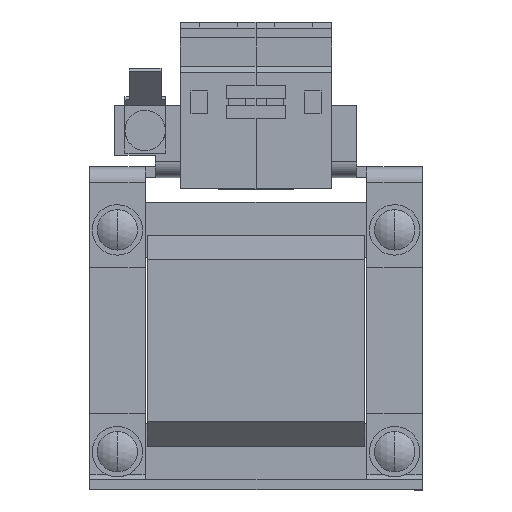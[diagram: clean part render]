
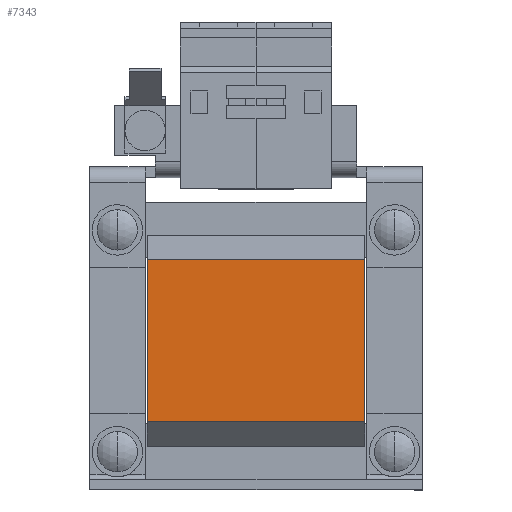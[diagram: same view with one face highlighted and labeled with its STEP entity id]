
A CAD part, top view. The second image highlights one B-rep face of the part: STEP entity #7343.
In plain terms, the highlighted planar face has unit normal (0, 0, 1).
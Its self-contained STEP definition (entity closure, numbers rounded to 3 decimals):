
#266 = LINE ( 'NONE', #3395, #9077 ) ;
#532 = LINE ( 'NONE', #1751, #7111 ) ;
#778 = ORIENTED_EDGE ( 'NONE', *, *, #1233, .T. ) ;
#1233 = EDGE_CURVE ( 'NONE', #8792, #7885, #5496, .T. ) ;
#1694 = VERTEX_POINT ( 'NONE', #5778 ) ;
#1751 = CARTESIAN_POINT ( 'NONE',  ( 21.625, 16.1, 30.2 ) ) ;
#2140 = DIRECTION ( 'NONE',  ( 0., -1., 0. ) ) ;
#2653 = FACE_OUTER_BOUND ( 'NONE', #7083, .T. ) ;
#3321 = PLANE ( 'NONE',  #9421 ) ;
#3395 = CARTESIAN_POINT ( 'NONE',  ( 21.625, -16.1, 30.2 ) ) ;
#3445 = CARTESIAN_POINT ( 'NONE',  ( -21.625, -16.1, 30.2 ) ) ;
#3622 = EDGE_CURVE ( 'NONE', #6974, #8792, #532, .T. ) ;
#4190 = CARTESIAN_POINT ( 'NONE',  ( 21.625, 16.1, 30.2 ) ) ;
#5081 = VECTOR ( 'NONE', #9526, 1000. ) ;
#5131 = CARTESIAN_POINT ( 'NONE',  ( -21.625, 16.1, 30.2 ) ) ;
#5496 = LINE ( 'NONE', #5131, #5081 ) ;
#5778 = CARTESIAN_POINT ( 'NONE',  ( 21.625, -16.1, 30.2 ) ) ;
#5832 = CARTESIAN_POINT ( 'NONE',  ( -21.625, 16.1, 30.2 ) ) ;
#5948 = VECTOR ( 'NONE', #2140, 1000. ) ;
#5952 = DIRECTION ( 'NONE',  ( -1., 0., 0. ) ) ;
#6974 = VERTEX_POINT ( 'NONE', #8134 ) ;
#7083 = EDGE_LOOP ( 'NONE', ( #778, #7398, #9864, #9562 ) ) ;
#7111 = VECTOR ( 'NONE', #9933, 1000. ) ;
#7343 = ADVANCED_FACE ( 'NONE', ( #2653 ), #3321, .F. ) ;
#7398 = ORIENTED_EDGE ( 'NONE', *, *, #7455, .F. ) ;
#7455 = EDGE_CURVE ( 'NONE', #1694, #7885, #266, .T. ) ;
#7885 = VERTEX_POINT ( 'NONE', #3445 ) ;
#8134 = CARTESIAN_POINT ( 'NONE',  ( 21.625, 16.1, 30.2 ) ) ;
#8344 = CARTESIAN_POINT ( 'NONE',  ( 21.625, 16.1, 30.2 ) ) ;
#8792 = VERTEX_POINT ( 'NONE', #5832 ) ;
#9077 = VECTOR ( 'NONE', #9645, 1000. ) ;
#9421 = AXIS2_PLACEMENT_3D ( 'NONE', #4190, #10413, #5952 ) ;
#9526 = DIRECTION ( 'NONE',  ( 0., -1., 0. ) ) ;
#9562 = ORIENTED_EDGE ( 'NONE', *, *, #3622, .T. ) ;
#9645 = DIRECTION ( 'NONE',  ( -1., 0., 0. ) ) ;
#9864 = ORIENTED_EDGE ( 'NONE', *, *, #9918, .F. ) ;
#9918 = EDGE_CURVE ( 'NONE', #6974, #1694, #10709, .T. ) ;
#9933 = DIRECTION ( 'NONE',  ( -1., 0., 0. ) ) ;
#10413 = DIRECTION ( 'NONE',  ( 0., 0., -1. ) ) ;
#10709 = LINE ( 'NONE', #8344, #5948 ) ;
